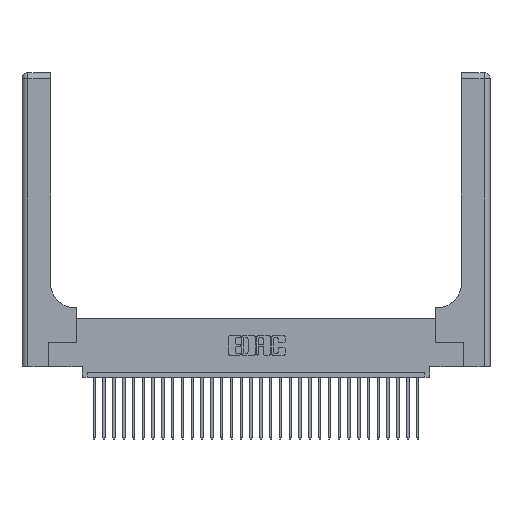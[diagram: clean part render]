
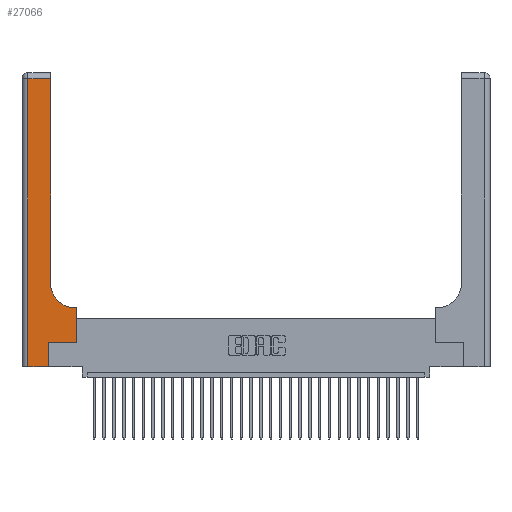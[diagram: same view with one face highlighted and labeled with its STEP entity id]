
A CAD part, top view. The second image highlights one B-rep face of the part: STEP entity #27066.
In plain terms, the highlighted planar face has unit normal (0, 0, 1).
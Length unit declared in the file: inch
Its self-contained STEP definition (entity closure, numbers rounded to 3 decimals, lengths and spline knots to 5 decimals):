
#223 = ORIENTED_EDGE ( 'NONE', *, *, #15256, .T. ) ;
#313 = DIRECTION ( 'NONE',  ( 1., 0., 0. ) ) ;
#1104 = LINE ( 'NONE', #12756, #18935 ) ;
#1326 = VECTOR ( 'NONE', #4227, 39.37008 ) ;
#1613 = ORIENTED_EDGE ( 'NONE', *, *, #18002, .T. ) ;
#1945 = VECTOR ( 'NONE', #21035, 39.37008 ) ;
#2310 = CARTESIAN_POINT ( 'NONE',  ( 0., 2.94, 0.37 ) ) ;
#3089 = VECTOR ( 'NONE', #7251, 39.37008 ) ;
#3439 = CARTESIAN_POINT ( 'NONE',  ( 0.06, 2.94, 0.37 ) ) ;
#3765 = CARTESIAN_POINT ( 'NONE',  ( 0.2915, 0.6, 0.37 ) ) ;
#4227 = DIRECTION ( 'NONE',  ( 0., 1., 0. ) ) ;
#5278 = VERTEX_POINT ( 'NONE', #31563 ) ;
#5635 = ORIENTED_EDGE ( 'NONE', *, *, #32012, .T. ) ;
#6038 = CARTESIAN_POINT ( 'NONE',  ( 0.2915, 3., 0.37 ) ) ;
#6407 = VECTOR ( 'NONE', #13296, 39.37008 ) ;
#7251 = DIRECTION ( 'NONE',  ( 0., 1., 0. ) ) ;
#7746 = ORIENTED_EDGE ( 'NONE', *, *, #30225, .T. ) ;
#7861 = CARTESIAN_POINT ( 'NONE',  ( 0.269, 0.25, 0.37 ) ) ;
#8205 = ORIENTED_EDGE ( 'NONE', *, *, #12316, .T. ) ;
#8298 = CARTESIAN_POINT ( 'NONE',  ( 0.06, 3., 0.37 ) ) ;
#8496 = LINE ( 'NONE', #19874, #3089 ) ;
#8770 = LINE ( 'NONE', #7861, #25327 ) ;
#9089 = VERTEX_POINT ( 'NONE', #22664 ) ;
#9424 = DIRECTION ( 'NONE',  ( 1., 0., 0. ) ) ;
#9654 = DIRECTION ( 'NONE',  ( -1., 0., 0. ) ) ;
#9802 = EDGE_LOOP ( 'NONE', ( #5635, #1613, #223, #8205, #20330, #18386, #25761, #20005, #7746 ) ) ;
#10899 = DIRECTION ( 'NONE',  ( 0., 1., 0. ) ) ;
#11410 = VERTEX_POINT ( 'NONE', #11480 ) ;
#11480 = CARTESIAN_POINT ( 'NONE',  ( 0.2915, 0.85, 0.37 ) ) ;
#12126 = EDGE_CURVE ( 'NONE', #21755, #5278, #8496, .T. ) ;
#12182 = EDGE_CURVE ( 'NONE', #5278, #28434, #29337, .T. ) ;
#12316 = EDGE_CURVE ( 'NONE', #25415, #9089, #1104, .T. ) ;
#12723 = VERTEX_POINT ( 'NONE', #16690 ) ;
#12756 = CARTESIAN_POINT ( 'NONE',  ( 0., 0., 0.37 ) ) ;
#12871 = EDGE_CURVE ( 'NONE', #9089, #26466, #23877, .T. ) ;
#13296 = DIRECTION ( 'NONE',  ( 0., -1., 0. ) ) ;
#13628 = CARTESIAN_POINT ( 'NONE',  ( 0.269, 0.25, 0.37 ) ) ;
#13721 = CARTESIAN_POINT ( 'NONE',  ( 0.269, 0., 0.37 ) ) ;
#14316 = CARTESIAN_POINT ( 'NONE',  ( 0., 3., 0.37 ) ) ;
#14335 = VECTOR ( 'NONE', #9654, 39.37008 ) ;
#14828 = DIRECTION ( 'NONE',  ( 1., 0., 0. ) ) ;
#15256 = EDGE_CURVE ( 'NONE', #20982, #25415, #31950, .T. ) ;
#16633 = FACE_OUTER_BOUND ( 'NONE', #9802, .T. ) ;
#16690 = CARTESIAN_POINT ( 'NONE',  ( 0.2915, 2.94, 0.37 ) ) ;
#16814 = CARTESIAN_POINT ( 'NONE',  ( 0.5415, 0.85, 0.37 ) ) ;
#17396 = VECTOR ( 'NONE', #10899, 39.37008 ) ;
#18002 = EDGE_CURVE ( 'NONE', #12723, #20982, #20860, .T. ) ;
#18386 = ORIENTED_EDGE ( 'NONE', *, *, #28117, .T. ) ;
#18530 = DIRECTION ( 'NONE',  ( -1., 0., 0. ) ) ;
#18753 = LINE ( 'NONE', #6038, #1326 ) ;
#18935 = VECTOR ( 'NONE', #14828, 39.37008 ) ;
#19874 = CARTESIAN_POINT ( 'NONE',  ( 0.5585, 0.25, 0.37 ) ) ;
#20005 = ORIENTED_EDGE ( 'NONE', *, *, #12182, .T. ) ;
#20330 = ORIENTED_EDGE ( 'NONE', *, *, #12871, .T. ) ;
#20698 = PLANE ( 'NONE',  #22152 ) ;
#20860 = LINE ( 'NONE', #2310, #14335 ) ;
#20982 = VERTEX_POINT ( 'NONE', #3439 ) ;
#21035 = DIRECTION ( 'NONE',  ( -1., 0., 0. ) ) ;
#21755 = VERTEX_POINT ( 'NONE', #23675 ) ;
#22152 = AXIS2_PLACEMENT_3D ( 'NONE', #14316, #23441, #18530 ) ;
#22664 = CARTESIAN_POINT ( 'NONE',  ( 0.269, 0., 0.37 ) ) ;
#23441 = DIRECTION ( 'NONE',  ( 0., 0., -1. ) ) ;
#23675 = CARTESIAN_POINT ( 'NONE',  ( 0.5585, 0.25, 0.37 ) ) ;
#23877 = LINE ( 'NONE', #13721, #17396 ) ;
#23906 = CARTESIAN_POINT ( 'NONE',  ( 0.5415, 0.6, 0.37 ) ) ;
#24183 = DIRECTION ( 'NONE',  ( 0., 0., -1. ) ) ;
#25226 = CIRCLE ( 'NONE', #29230, 0.25 ) ;
#25327 = VECTOR ( 'NONE', #313, 39.37008 ) ;
#25415 = VERTEX_POINT ( 'NONE', #28530 ) ;
#25761 = ORIENTED_EDGE ( 'NONE', *, *, #12126, .T. ) ;
#26466 = VERTEX_POINT ( 'NONE', #13628 ) ;
#27066 = ADVANCED_FACE ( 'NONE', ( #16633 ), #20698, .F. ) ;
#28117 = EDGE_CURVE ( 'NONE', #26466, #21755, #8770, .T. ) ;
#28434 = VERTEX_POINT ( 'NONE', #23906 ) ;
#28530 = CARTESIAN_POINT ( 'NONE',  ( 0.06, 0., 0.37 ) ) ;
#29230 = AXIS2_PLACEMENT_3D ( 'NONE', #16814, #24183, #9424 ) ;
#29337 = LINE ( 'NONE', #3765, #1945 ) ;
#30225 = EDGE_CURVE ( 'NONE', #28434, #11410, #25226, .T. ) ;
#31563 = CARTESIAN_POINT ( 'NONE',  ( 0.5585, 0.6, 0.37 ) ) ;
#31950 = LINE ( 'NONE', #8298, #6407 ) ;
#32012 = EDGE_CURVE ( 'NONE', #11410, #12723, #18753, .T. ) ;
